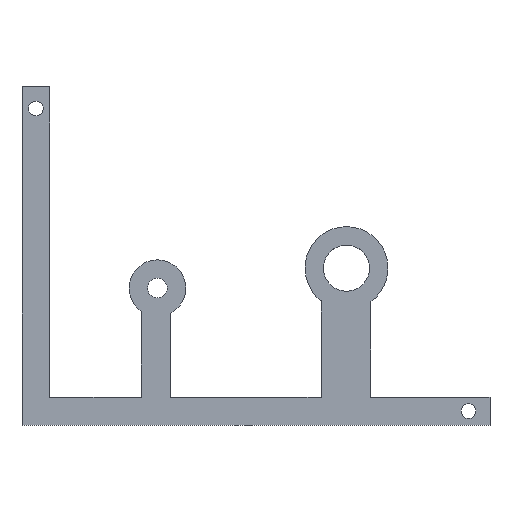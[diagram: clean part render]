
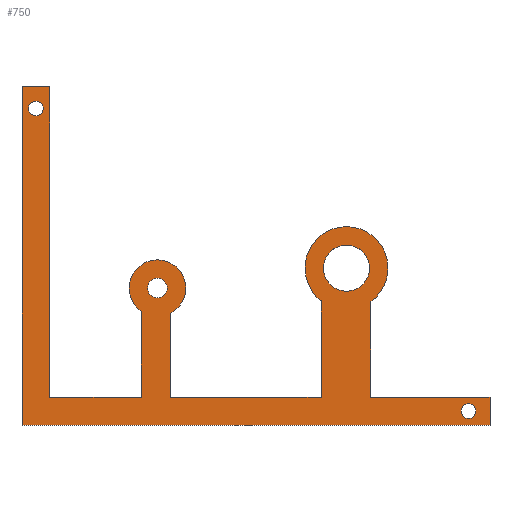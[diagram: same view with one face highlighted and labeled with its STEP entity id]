
A CAD part, top view. The second image highlights one B-rep face of the part: STEP entity #750.
In plain terms, the highlighted planar face has unit normal (0, 0, 1).
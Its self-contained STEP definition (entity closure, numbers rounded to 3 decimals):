
#62=CARTESIAN_POINT('',(-26.871,1165.017,479.623));
#63=VERTEX_POINT('',#62);
#87=CARTESIAN_POINT('',(-41.871,1165.017,479.623));
#88=VERTEX_POINT('',#87);
#89=CARTESIAN_POINT('',(-34.371,1165.017,479.623));
#90=DIRECTION('',(-0.,0.,-1.));
#91=DIRECTION('',(-1.,0.,0.));
#92=AXIS2_PLACEMENT_3D('',#89,#90,#91);
#93=CIRCLE('',#92,7.5);
#94=EDGE_CURVE('',#88,#63,#93,.T.);
#96=CARTESIAN_POINT('',(-34.371,1165.017,479.623));
#97=DIRECTION('',(-0.,0.,-1.));
#98=DIRECTION('',(-1.,0.,0.));
#99=AXIS2_PLACEMENT_3D('',#96,#97,#98);
#100=CIRCLE('',#99,7.5);
#101=EDGE_CURVE('',#63,#88,#100,.T.);
#113=CARTESIAN_POINT('',(-92.671,1158.517,479.623));
#114=VERTEX_POINT('',#113);
#138=CARTESIAN_POINT('',(-99.071,1158.517,479.623));
#139=VERTEX_POINT('',#138);
#140=CARTESIAN_POINT('',(-95.871,1158.517,479.623));
#141=DIRECTION('',(-0.,0.,-1.));
#142=DIRECTION('',(-1.,0.,0.));
#143=AXIS2_PLACEMENT_3D('',#140,#141,#142);
#144=CIRCLE('',#143,3.2);
#145=EDGE_CURVE('',#139,#114,#144,.T.);
#147=CARTESIAN_POINT('',(-95.871,1158.517,479.623));
#148=DIRECTION('',(-0.,0.,-1.));
#149=DIRECTION('',(-1.,0.,0.));
#150=AXIS2_PLACEMENT_3D('',#147,#148,#149);
#151=CIRCLE('',#150,3.2);
#152=EDGE_CURVE('',#114,#139,#151,.T.);
#162=CARTESIAN_POINT('',(12.331,1113.983,479.623));
#163=VERTEX_POINT('',#162);
#180=CARTESIAN_POINT('',(12.331,1122.983,479.623));
#181=VERTEX_POINT('',#180);
#188=CARTESIAN_POINT('',(12.331,1122.983,479.623));
#189=DIRECTION('',(0.,-1.,0.));
#190=VECTOR('',#189,9.);
#191=LINE('',#188,#190);
#192=EDGE_CURVE('',#181,#163,#191,.T.);
#202=CARTESIAN_POINT('',(-26.392,1122.983,479.623));
#203=VERTEX_POINT('',#202);
#204=CARTESIAN_POINT('',(-26.392,1122.983,479.623));
#205=DIRECTION('',(1.,0.,-0.));
#206=VECTOR('',#205,38.722);
#207=LINE('',#204,#206);
#208=EDGE_CURVE('',#203,#181,#207,.T.);
#241=CARTESIAN_POINT('',(-26.392,1154.128,479.623));
#242=VERTEX_POINT('',#241);
#249=CARTESIAN_POINT('',(-26.392,1154.128,479.623));
#250=DIRECTION('',(0.,-1.,0.));
#251=VECTOR('',#250,31.145);
#252=LINE('',#249,#251);
#253=EDGE_CURVE('',#242,#203,#252,.T.);
#264=CARTESIAN_POINT('',(-34.371,1178.517,479.623));
#265=VERTEX_POINT('',#264);
#283=CARTESIAN_POINT('',(-42.647,1154.351,479.623));
#284=VERTEX_POINT('',#283);
#291=CARTESIAN_POINT('',(-34.371,1165.017,479.623));
#292=DIRECTION('',(0.,0.,1.));
#293=DIRECTION('',(1.,0.,-0.));
#294=AXIS2_PLACEMENT_3D('',#291,#292,#293);
#295=CIRCLE('',#294,13.5);
#296=EDGE_CURVE('',#265,#284,#295,.T.);
#308=CARTESIAN_POINT('',(-42.647,1122.983,479.623));
#309=VERTEX_POINT('',#308);
#316=CARTESIAN_POINT('',(-42.647,1154.351,479.623));
#317=DIRECTION('',(-0.,-1.,-0.));
#318=VECTOR('',#317,31.368);
#319=LINE('',#316,#318);
#320=EDGE_CURVE('',#284,#309,#319,.T.);
#345=CARTESIAN_POINT('',(-91.576,1122.983,479.623));
#346=VERTEX_POINT('',#345);
#353=CARTESIAN_POINT('',(-91.576,1122.983,479.623));
#354=DIRECTION('',(1.,0.,-0.));
#355=VECTOR('',#354,48.929);
#356=LINE('',#353,#355);
#357=EDGE_CURVE('',#346,#309,#356,.T.);
#376=CARTESIAN_POINT('',(-91.576,1150.381,479.623));
#377=VERTEX_POINT('',#376);
#384=CARTESIAN_POINT('',(-91.576,1150.381,479.623));
#385=DIRECTION('',(0.,-1.,0.));
#386=VECTOR('',#385,27.398);
#387=LINE('',#384,#386);
#388=EDGE_CURVE('',#377,#346,#387,.T.);
#399=CARTESIAN_POINT('',(-95.871,1167.717,479.623));
#400=VERTEX_POINT('',#399);
#418=CARTESIAN_POINT('',(-101.105,1150.951,479.623));
#419=VERTEX_POINT('',#418);
#426=CARTESIAN_POINT('',(-95.871,1158.517,479.623));
#427=DIRECTION('',(0.,0.,1.));
#428=DIRECTION('',(1.,0.,-0.));
#429=AXIS2_PLACEMENT_3D('',#426,#427,#428);
#430=CIRCLE('',#429,9.2);
#431=EDGE_CURVE('',#400,#419,#430,.T.);
#443=CARTESIAN_POINT('',(-101.105,1122.983,479.623));
#444=VERTEX_POINT('',#443);
#451=CARTESIAN_POINT('',(-101.105,1150.951,479.623));
#452=DIRECTION('',(-0.,-1.,-0.));
#453=VECTOR('',#452,27.968);
#454=LINE('',#451,#453);
#455=EDGE_CURVE('',#419,#444,#454,.T.);
#473=CARTESIAN_POINT('',(-139.945,1113.983,479.623));
#474=VERTEX_POINT('',#473);
#475=CARTESIAN_POINT('',(-139.945,1113.983,479.623));
#476=DIRECTION('',(1.,0.,-0.));
#477=VECTOR('',#476,152.276);
#478=LINE('',#475,#477);
#479=EDGE_CURVE('',#474,#163,#478,.T.);
#511=CARTESIAN_POINT('',(-130.945,1122.983,479.623));
#512=VERTEX_POINT('',#511);
#519=CARTESIAN_POINT('',(-130.945,1122.983,479.623));
#520=DIRECTION('',(1.,0.,-0.));
#521=VECTOR('',#520,29.84);
#522=LINE('',#519,#521);
#523=EDGE_CURVE('',#512,#444,#522,.T.);
#536=CARTESIAN_POINT('',(-139.945,1223.983,479.623));
#537=VERTEX_POINT('',#536);
#551=CARTESIAN_POINT('',(-139.945,1223.983,479.623));
#552=DIRECTION('',(-0.,-1.,-0.));
#553=VECTOR('',#552,110.);
#554=LINE('',#551,#553);
#555=EDGE_CURVE('',#537,#474,#554,.T.);
#573=CARTESIAN_POINT('',(-130.945,1223.983,479.623));
#574=VERTEX_POINT('',#573);
#581=CARTESIAN_POINT('',(-130.945,1223.983,479.623));
#582=DIRECTION('',(0.,-1.,0.));
#583=VECTOR('',#582,101.);
#584=LINE('',#581,#583);
#585=EDGE_CURVE('',#574,#512,#584,.T.);
#680=CARTESIAN_POINT('',(64.129,1281.017,479.623));
#681=DIRECTION('',(0.,0.,1.));
#682=DIRECTION('',(1.,0.,-0.));
#683=AXIS2_PLACEMENT_3D('',#680,#681,#682);
#684=PLANE('',#683);
#685=CARTESIAN_POINT('',(-133.045,1216.983,479.623));
#686=VERTEX_POINT('',#685);
#687=CARTESIAN_POINT('',(-135.445,1216.983,479.623));
#688=DIRECTION('',(0.,0.,1.));
#689=DIRECTION('',(1.,0.,-0.));
#690=AXIS2_PLACEMENT_3D('',#687,#688,#689);
#691=CIRCLE('',#690,2.4);
#692=EDGE_CURVE('',#686,#686,#691,.T.);
#693=ORIENTED_EDGE('',*,*,#692,.F.);
#694=EDGE_LOOP('',(#693));
#695=FACE_BOUND('',#694,.T.);
#696=CARTESIAN_POINT('',(7.731,1118.483,479.623));
#697=VERTEX_POINT('',#696);
#698=CARTESIAN_POINT('',(5.331,1118.483,479.623));
#699=DIRECTION('',(0.,0.,1.));
#700=DIRECTION('',(1.,0.,-0.));
#701=AXIS2_PLACEMENT_3D('',#698,#699,#700);
#702=CIRCLE('',#701,2.4);
#703=EDGE_CURVE('',#697,#697,#702,.T.);
#704=ORIENTED_EDGE('',*,*,#703,.F.);
#705=EDGE_LOOP('',(#704));
#706=FACE_BOUND('',#705,.T.);
#707=CARTESIAN_POINT('',(-139.945,1223.983,479.623));
#708=DIRECTION('',(1.,0.,-0.));
#709=VECTOR('',#708,9.);
#710=LINE('',#707,#709);
#711=EDGE_CURVE('',#537,#574,#710,.T.);
#712=ORIENTED_EDGE('',*,*,#711,.F.);
#713=ORIENTED_EDGE('',*,*,#555,.T.);
#714=ORIENTED_EDGE('',*,*,#479,.T.);
#715=ORIENTED_EDGE('',*,*,#192,.F.);
#716=ORIENTED_EDGE('',*,*,#208,.F.);
#717=ORIENTED_EDGE('',*,*,#253,.F.);
#718=CARTESIAN_POINT('',(-34.371,1165.017,479.623));
#719=DIRECTION('',(0.,0.,1.));
#720=DIRECTION('',(1.,0.,-0.));
#721=AXIS2_PLACEMENT_3D('',#718,#719,#720);
#722=CIRCLE('',#721,13.5);
#723=EDGE_CURVE('',#242,#265,#722,.T.);
#724=ORIENTED_EDGE('',*,*,#723,.T.);
#725=ORIENTED_EDGE('',*,*,#296,.T.);
#726=ORIENTED_EDGE('',*,*,#320,.T.);
#727=ORIENTED_EDGE('',*,*,#357,.F.);
#728=ORIENTED_EDGE('',*,*,#388,.F.);
#729=CARTESIAN_POINT('',(-95.871,1158.517,479.623));
#730=DIRECTION('',(0.,0.,1.));
#731=DIRECTION('',(1.,0.,-0.));
#732=AXIS2_PLACEMENT_3D('',#729,#730,#731);
#733=CIRCLE('',#732,9.2);
#734=EDGE_CURVE('',#377,#400,#733,.T.);
#735=ORIENTED_EDGE('',*,*,#734,.T.);
#736=ORIENTED_EDGE('',*,*,#431,.T.);
#737=ORIENTED_EDGE('',*,*,#455,.T.);
#738=ORIENTED_EDGE('',*,*,#523,.F.);
#739=ORIENTED_EDGE('',*,*,#585,.F.);
#740=EDGE_LOOP('',(#712,#713,#714,#715,#716,#717,#724,#725,#726,#727,#728,#735,#736,#737,#738,#739));
#741=FACE_BOUND('',#740,.T.);
#742=ORIENTED_EDGE('',*,*,#145,.T.);
#743=ORIENTED_EDGE('',*,*,#152,.T.);
#744=EDGE_LOOP('',(#742,#743));
#745=FACE_BOUND('',#744,.T.);
#746=ORIENTED_EDGE('',*,*,#94,.T.);
#747=ORIENTED_EDGE('',*,*,#101,.T.);
#748=EDGE_LOOP('',(#746,#747));
#749=FACE_BOUND('',#748,.T.);
#750=ADVANCED_FACE('',(#695,#706,#741,#745,#749),#684,.T.);
